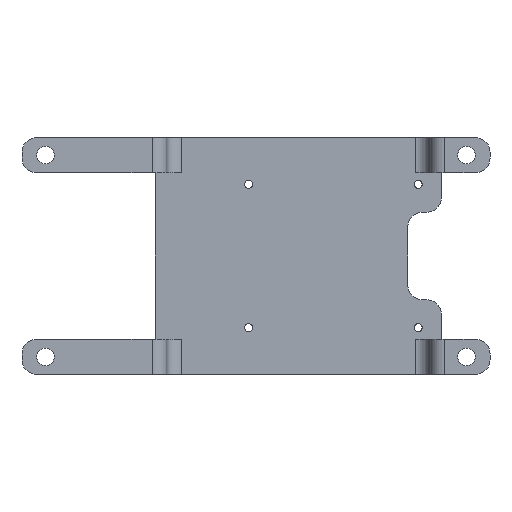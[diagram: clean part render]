
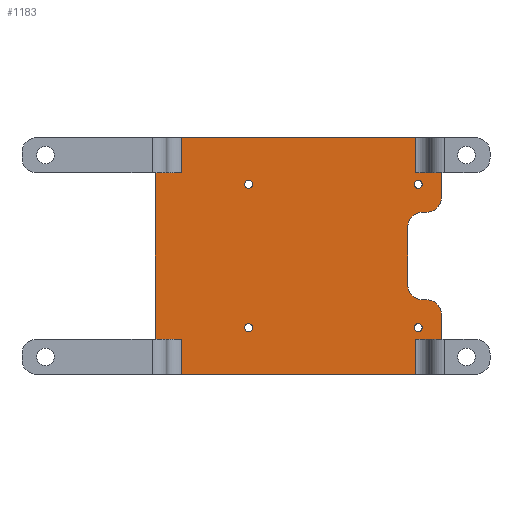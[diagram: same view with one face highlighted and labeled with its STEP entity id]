
A CAD part, front view. The second image highlights one B-rep face of the part: STEP entity #1183.
In plain terms, the highlighted planar face has unit normal (0, -1, 0).
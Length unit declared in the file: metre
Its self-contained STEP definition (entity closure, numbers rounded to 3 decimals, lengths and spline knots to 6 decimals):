
#68=LINE('',#1783,#176);
#98=LINE('',#1871,#206);
#106=LINE('',#1904,#214);
#107=LINE('',#1907,#215);
#108=LINE('',#1908,#216);
#109=LINE('',#1910,#217);
#110=LINE('',#1912,#218);
#111=LINE('',#1916,#219);
#112=LINE('',#1920,#220);
#113=LINE('',#1924,#221);
#114=LINE('',#1927,#222);
#115=LINE('',#1929,#223);
#116=LINE('',#1931,#224);
#117=LINE('',#1933,#225);
#118=LINE('',#1935,#226);
#119=LINE('',#1937,#227);
#176=VECTOR('',#1411,1.);
#206=VECTOR('',#1481,1.);
#214=VECTOR('',#1511,1.);
#215=VECTOR('',#1512,1.);
#216=VECTOR('',#1513,1.);
#217=VECTOR('',#1514,1.);
#218=VECTOR('',#1515,1.);
#219=VECTOR('',#1518,1.);
#220=VECTOR('',#1521,1.);
#221=VECTOR('',#1524,1.);
#222=VECTOR('',#1527,1.);
#223=VECTOR('',#1528,1.);
#224=VECTOR('',#1529,1.);
#225=VECTOR('',#1530,1.);
#226=VECTOR('',#1531,1.);
#227=VECTOR('',#1532,1.);
#354=ORIENTED_EDGE('',*,*,#690,.T.);
#355=ORIENTED_EDGE('',*,*,#691,.T.);
#356=ORIENTED_EDGE('',*,*,#692,.T.);
#357=ORIENTED_EDGE('',*,*,#693,.T.);
#358=ORIENTED_EDGE('',*,*,#694,.T.);
#359=ORIENTED_EDGE('',*,*,#695,.T.);
#360=ORIENTED_EDGE('',*,*,#678,.T.);
#361=ORIENTED_EDGE('',*,*,#696,.T.);
#362=ORIENTED_EDGE('',*,*,#697,.T.);
#363=ORIENTED_EDGE('',*,*,#698,.F.);
#364=ORIENTED_EDGE('',*,*,#699,.T.);
#365=ORIENTED_EDGE('',*,*,#700,.T.);
#366=ORIENTED_EDGE('',*,*,#701,.T.);
#367=ORIENTED_EDGE('',*,*,#702,.F.);
#368=ORIENTED_EDGE('',*,*,#703,.T.);
#369=ORIENTED_EDGE('',*,*,#704,.F.);
#370=ORIENTED_EDGE('',*,*,#705,.T.);
#371=ORIENTED_EDGE('',*,*,#634,.F.);
#372=ORIENTED_EDGE('',*,*,#706,.F.);
#373=ORIENTED_EDGE('',*,*,#707,.T.);
#374=ORIENTED_EDGE('',*,*,#708,.F.);
#375=ORIENTED_EDGE('',*,*,#709,.T.);
#376=ORIENTED_EDGE('',*,*,#710,.F.);
#377=ORIENTED_EDGE('',*,*,#711,.T.);
#634=EDGE_CURVE('',#806,#807,#68,.T.);
#678=EDGE_CURVE('',#844,#843,#98,.T.);
#690=EDGE_CURVE('',#854,#854,#928,.T.);
#691=EDGE_CURVE('',#855,#855,#929,.T.);
#692=EDGE_CURVE('',#856,#856,#930,.T.);
#693=EDGE_CURVE('',#857,#857,#931,.T.);
#694=EDGE_CURVE('',#858,#859,#106,.T.);
#695=EDGE_CURVE('',#859,#844,#107,.T.);
#696=EDGE_CURVE('',#843,#860,#108,.F.);
#697=EDGE_CURVE('',#860,#861,#109,.T.);
#698=EDGE_CURVE('',#862,#861,#110,.T.);
#699=EDGE_CURVE('',#862,#863,#932,.F.);
#700=EDGE_CURVE('',#863,#864,#111,.T.);
#701=EDGE_CURVE('',#864,#865,#933,.T.);
#702=EDGE_CURVE('',#866,#865,#112,.T.);
#703=EDGE_CURVE('',#866,#867,#934,.T.);
#704=EDGE_CURVE('',#868,#867,#113,.T.);
#705=EDGE_CURVE('',#868,#807,#935,.F.);
#706=EDGE_CURVE('',#869,#806,#114,.T.);
#707=EDGE_CURVE('',#869,#870,#115,.F.);
#708=EDGE_CURVE('',#871,#870,#116,.T.);
#709=EDGE_CURVE('',#871,#872,#117,.T.);
#710=EDGE_CURVE('',#873,#872,#118,.T.);
#711=EDGE_CURVE('',#873,#858,#119,.T.);
#806=VERTEX_POINT('',#1784);
#807=VERTEX_POINT('',#1785);
#843=VERTEX_POINT('',#1870);
#844=VERTEX_POINT('',#1872);
#854=VERTEX_POINT('',#1897);
#855=VERTEX_POINT('',#1899);
#856=VERTEX_POINT('',#1901);
#857=VERTEX_POINT('',#1903);
#858=VERTEX_POINT('',#1905);
#859=VERTEX_POINT('',#1906);
#860=VERTEX_POINT('',#1909);
#861=VERTEX_POINT('',#1911);
#862=VERTEX_POINT('',#1913);
#863=VERTEX_POINT('',#1915);
#864=VERTEX_POINT('',#1917);
#865=VERTEX_POINT('',#1919);
#866=VERTEX_POINT('',#1921);
#867=VERTEX_POINT('',#1923);
#868=VERTEX_POINT('',#1925);
#869=VERTEX_POINT('',#1928);
#870=VERTEX_POINT('',#1930);
#871=VERTEX_POINT('',#1932);
#872=VERTEX_POINT('',#1934);
#873=VERTEX_POINT('',#1936);
#928=CIRCLE('',#1283,0.001375);
#929=CIRCLE('',#1284,0.001375);
#930=CIRCLE('',#1285,0.001375);
#931=CIRCLE('',#1286,0.001375);
#932=CIRCLE('',#1287,0.005);
#933=CIRCLE('',#1288,0.005);
#934=CIRCLE('',#1289,0.005);
#935=CIRCLE('',#1290,0.005);
#987=EDGE_LOOP('',(#354));
#988=EDGE_LOOP('',(#355));
#989=EDGE_LOOP('',(#356));
#990=EDGE_LOOP('',(#357));
#991=EDGE_LOOP('',(#358,#359,#360,#361,#362,#363,#364,#365,#366,#367,#368,
#369,#370,#371,#372,#373,#374,#375,#376,#377));
#1073=FACE_BOUND('',#987,.T.);
#1074=FACE_BOUND('',#988,.T.);
#1075=FACE_BOUND('',#989,.T.);
#1076=FACE_BOUND('',#990,.T.);
#1077=FACE_BOUND('',#991,.T.);
#1153=PLANE('',#1282);
#1183=ADVANCED_FACE('',(#1073,#1074,#1075,#1076,#1077),#1153,.F.);
#1282=AXIS2_PLACEMENT_3D('',#1895,#1501,#1502);
#1283=AXIS2_PLACEMENT_3D('',#1896,#1503,#1504);
#1284=AXIS2_PLACEMENT_3D('',#1898,#1505,#1506);
#1285=AXIS2_PLACEMENT_3D('',#1900,#1507,#1508);
#1286=AXIS2_PLACEMENT_3D('',#1902,#1509,#1510);
#1287=AXIS2_PLACEMENT_3D('',#1914,#1516,#1517);
#1288=AXIS2_PLACEMENT_3D('',#1918,#1519,#1520);
#1289=AXIS2_PLACEMENT_3D('',#1922,#1522,#1523);
#1290=AXIS2_PLACEMENT_3D('',#1926,#1525,#1526);
#1411=DIRECTION('',(0.,0.,-1.));
#1481=DIRECTION('',(1.,0.,0.));
#1501=DIRECTION('',(0.,1.,0.));
#1502=DIRECTION('',(-1.,0.,0.));
#1503=DIRECTION('',(0.,1.,0.));
#1504=DIRECTION('',(-1.,0.,0.));
#1505=DIRECTION('',(0.,1.,0.));
#1506=DIRECTION('',(-1.,0.,0.));
#1507=DIRECTION('',(0.,1.,0.));
#1508=DIRECTION('',(-1.,0.,0.));
#1509=DIRECTION('',(0.,1.,0.));
#1510=DIRECTION('',(-1.,0.,0.));
#1511=DIRECTION('',(1.,0.,0.));
#1512=DIRECTION('',(0.,0.,-1.));
#1513=DIRECTION('',(0.,0.,-1.));
#1514=DIRECTION('',(1.,0.,0.));
#1515=DIRECTION('',(0.,0.,-1.));
#1516=DIRECTION('',(0.,1.,0.));
#1517=DIRECTION('',(-1.,0.,0.));
#1518=DIRECTION('',(-1.,0.,0.));
#1519=DIRECTION('',(0.,1.,0.));
#1520=DIRECTION('',(-1.,0.,0.));
#1521=DIRECTION('',(0.,0.,-1.));
#1522=DIRECTION('',(0.,1.,0.));
#1523=DIRECTION('',(-1.,0.,0.));
#1524=DIRECTION('',(-1.,0.,0.));
#1525=DIRECTION('',(0.,1.,0.));
#1526=DIRECTION('',(-1.,0.,0.));
#1527=DIRECTION('',(1.,0.,0.));
#1528=DIRECTION('',(0.,0.,-1.));
#1529=DIRECTION('',(1.,0.,0.));
#1530=DIRECTION('',(0.,0.,-1.));
#1531=DIRECTION('',(1.,0.,0.));
#1532=DIRECTION('',(0.,0.,-1.));
#1783=CARTESIAN_POINT('',(0.06345,0.05605,0.822602));
#1784=CARTESIAN_POINT('',(0.06345,0.05605,-0.0615));
#1785=CARTESIAN_POINT('',(0.06345,0.05605,-0.07));
#1870=CARTESIAN_POINT('',(0.05445,0.05605,-0.1305));
#1871=CARTESIAN_POINT('',(0.01445,0.05605,-0.1305));
#1872=CARTESIAN_POINT('',(-0.02555,0.05605,-0.1305));
#1895=CARTESIAN_POINT('',(0.01445,0.05605,0.822602));
#1896=CARTESIAN_POINT('',(0.05545,0.05605,-0.0655));
#1897=CARTESIAN_POINT('',(0.054075,0.05605,-0.0655));
#1898=CARTESIAN_POINT('',(-0.00255,0.05605,-0.0655));
#1899=CARTESIAN_POINT('',(-0.003925,0.05605,-0.0655));
#1900=CARTESIAN_POINT('',(-0.00255,0.05605,-0.1145));
#1901=CARTESIAN_POINT('',(-0.003925,0.05605,-0.1145));
#1902=CARTESIAN_POINT('',(0.05545,0.05605,-0.1145));
#1903=CARTESIAN_POINT('',(0.054075,0.05605,-0.1145));
#1904=CARTESIAN_POINT('',(-0.1,0.05605,-0.1185));
#1905=CARTESIAN_POINT('',(-0.03455,0.05605,-0.1185));
#1906=CARTESIAN_POINT('',(-0.02555,0.05605,-0.1185));
#1907=CARTESIAN_POINT('',(-0.02555,0.05605,-0.1305));
#1908=CARTESIAN_POINT('',(0.05445,0.05605,0.822602));
#1909=CARTESIAN_POINT('',(0.05445,0.05605,-0.1185));
#1910=CARTESIAN_POINT('',(-0.1,0.05605,-0.1185));
#1911=CARTESIAN_POINT('',(0.06345,0.05605,-0.1185));
#1912=CARTESIAN_POINT('',(0.06345,0.05605,0.822602));
#1913=CARTESIAN_POINT('',(0.06345,0.05605,-0.11));
#1914=CARTESIAN_POINT('',(0.05845,0.05605,-0.11));
#1915=CARTESIAN_POINT('',(0.05845,0.05605,-0.105));
#1916=CARTESIAN_POINT('',(0.01445,0.05605,-0.105));
#1917=CARTESIAN_POINT('',(0.05695,0.05605,-0.105));
#1918=CARTESIAN_POINT('',(0.05695,0.05605,-0.1));
#1919=CARTESIAN_POINT('',(0.05195,0.05605,-0.1));
#1920=CARTESIAN_POINT('',(0.05195,0.05605,0.822602));
#1921=CARTESIAN_POINT('',(0.05195,0.05605,-0.08));
#1922=CARTESIAN_POINT('',(0.05695,0.05605,-0.08));
#1923=CARTESIAN_POINT('',(0.05695,0.05605,-0.075));
#1924=CARTESIAN_POINT('',(0.01445,0.05605,-0.075));
#1925=CARTESIAN_POINT('',(0.05845,0.05605,-0.075));
#1926=CARTESIAN_POINT('',(0.05845,0.05605,-0.07));
#1927=CARTESIAN_POINT('',(-0.1,0.05605,-0.0615));
#1928=CARTESIAN_POINT('',(0.05445,0.05605,-0.0615));
#1929=CARTESIAN_POINT('',(0.05445,0.05605,0.822602));
#1930=CARTESIAN_POINT('',(0.05445,0.05605,-0.0495));
#1931=CARTESIAN_POINT('',(0.01445,0.05605,-0.0495));
#1932=CARTESIAN_POINT('',(-0.02555,0.05605,-0.0495));
#1933=CARTESIAN_POINT('',(-0.02555,0.05605,-0.0615));
#1934=CARTESIAN_POINT('',(-0.02555,0.05605,-0.0615));
#1935=CARTESIAN_POINT('',(-0.1,0.05605,-0.0615));
#1936=CARTESIAN_POINT('',(-0.03455,0.05605,-0.0615));
#1937=CARTESIAN_POINT('',(-0.03455,0.05605,0.822602));
